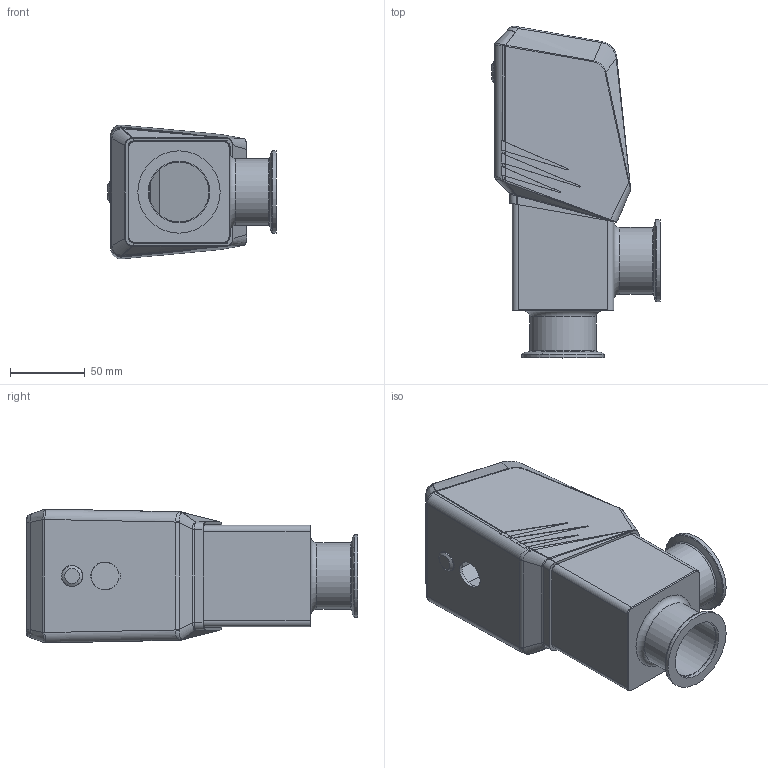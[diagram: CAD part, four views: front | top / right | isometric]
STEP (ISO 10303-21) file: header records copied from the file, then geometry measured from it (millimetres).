
FILE_DESCRIPTION(/* description */ (''),/* implementation_level */ '2;1');
FILE_NAME(/* name */ 'EAV-A04150 SHELLED_REMOVE ECOSPEED.stp',/* time_stamp */ '2025-08-15T15:55:05+07:00',/* author */ (''),/* organization */ (''),/* preprocessor_version */ 'ST-DEVELOPER v19.3',/* originating_system */ 'SIEMENS PLM Software NX2212.6000',/* authorisation */ '');
FILE_SCHEMA (('AUTOMOTIVE_DESIGN { 1 0 10303 214 3 1 1 1 }'));
Products named in the file (1): SM, EAV-A04150 REMOVE ECO
Bounding box: 112.6 x 221.97 x 89.5 mm (x, y, z)
Volume: 276862.7 mm3; surface area: 170934.9 mm2
Topology: 5 solids, 5 shells, 912 faces, 2612 edges, 1736 vertices
Faces by surface type: plane 414, cylinder 278, bspline 130, cone 70, torus 16, sphere 4
Full cylindrical faces by diameter (mm): 4.2 x4, 12 x2, 13.8 x1, 16 x1, 40 x2, 41.2 x2, 44.5 x2, 50 x1, 54.2 x1, 55 x2, 55.438 x1, 61.28 x1
Entity records: 58759 total; most frequent: CARTESIAN_POINT 32240, ORIENTED_EDGE 5120, DIRECTION 2655, EDGE_CURVE 2560, VERTEX_POINT 1731, B_SPLINE_CURVE_WITH_KNOTS 1492, EDGE_LOOP 1003, AXIS2_PLACEMENT_3D 918
